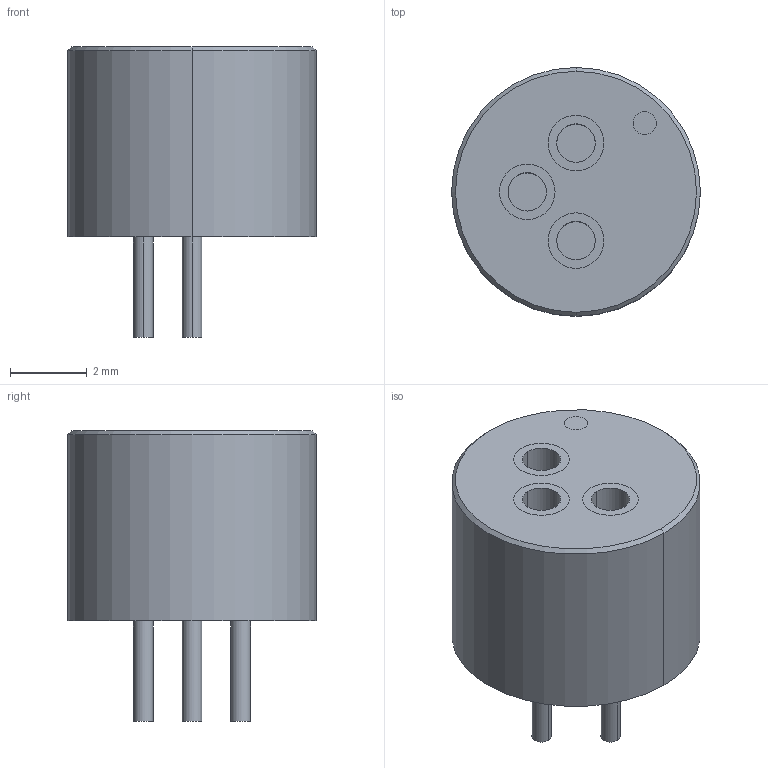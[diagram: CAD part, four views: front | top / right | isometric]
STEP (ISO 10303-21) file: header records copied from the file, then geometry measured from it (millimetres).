
FILE_DESCRIPTION((''),'2;1');
FILE_NAME('TYCO_8060-1G13.stp','2013-11-07T13:45:00',(''),(''),'Mechanical Desktop 2011','Mechanical Desktop 2011',', , ');
FILE_SCHEMA(('AUTOMOTIVE_DESIGN { 1 2 10303 214 1 1 1 1 }'));
Length unit declared in the file: millimetre
Products named in the file (1): Product
Bounding box: 6.48 x 6.48 x 7.56 mm (x, y, z)
Volume: 153.3 mm3; surface area: 361.5 mm2
Topology: 8 solids, 8 shells, 58 faces, 112 edges, 74 vertices
Faces by surface type: cylinder 36, plane 20, cone 2
Entity records: 1590 total; most frequent: DIRECTION 304, CARTESIAN_POINT 245, ORIENTED_EDGE 224, AXIS2_PLACEMENT_3D 133, EDGE_CURVE 112, VERTEX_POINT 74, CIRCLE 74, EDGE_LOOP 74
